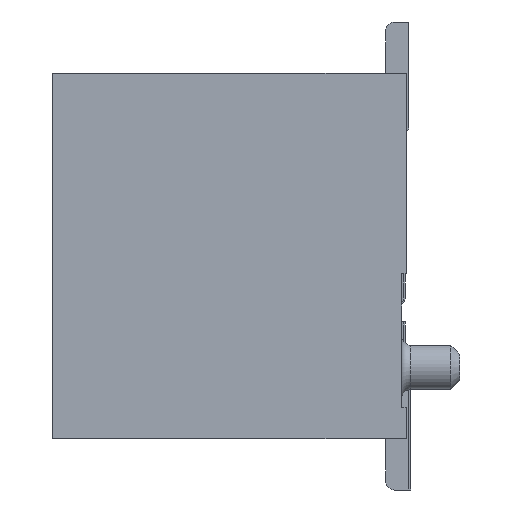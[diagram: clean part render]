
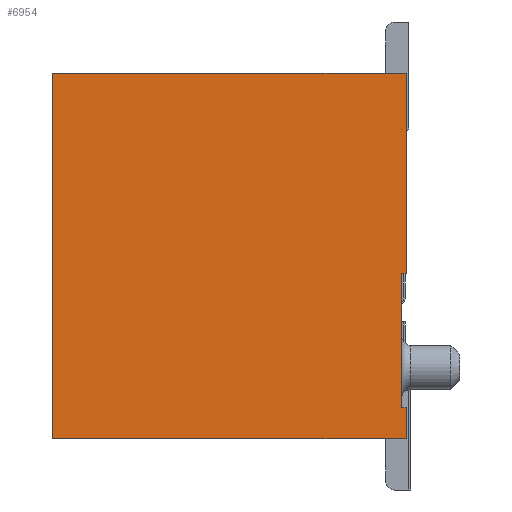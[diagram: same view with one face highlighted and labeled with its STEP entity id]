
A CAD part, left-side view. The second image highlights one B-rep face of the part: STEP entity #6954.
In plain terms, the highlighted planar face has unit normal (-1, 0, 0).
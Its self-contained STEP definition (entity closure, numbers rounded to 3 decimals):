
#5367=CARTESIAN_POINT('',(8.,4.57,-4.1));
#5368=VERTEX_POINT('',#5367);
#5375=CARTESIAN_POINT('',(8.,4.57,0.));
#5376=VERTEX_POINT('',#5375);
#5377=CARTESIAN_POINT('',(8.,4.57,-4.1));
#5378=DIRECTION('',(0.,0.,1.));
#5379=VECTOR('',#5378,4.1);
#5380=LINE('',#5377,#5379);
#5381=EDGE_CURVE('',#5368,#5376,#5380,.T.);
#6875=CARTESIAN_POINT('',(8.,0.6,-3.75));
#6876=VERTEX_POINT('',#6875);
#6877=CARTESIAN_POINT('',(8.,0.6,-4.1));
#6878=VERTEX_POINT('',#6877);
#6879=CARTESIAN_POINT('',(8.,0.6,-3.75));
#6880=DIRECTION('',(0.,0.,-1.));
#6881=VECTOR('',#6880,0.35);
#6882=LINE('',#6879,#6881);
#6883=EDGE_CURVE('',#6876,#6878,#6882,.T.);
#6901=CARTESIAN_POINT('',(8.,0.6,-4.1));
#6902=DIRECTION('',(0.,0.,1.));
#6903=DIRECTION('',(-1.,0.,0.));
#6904=AXIS2_PLACEMENT_3D('',#6901,#6903,#6902);
#6905=PLANE('',#6904);
#6906=CARTESIAN_POINT('',(8.,0.65,-2.25));
#6907=VERTEX_POINT('',#6906);
#6908=CARTESIAN_POINT('',(8.,0.6,-2.25));
#6909=VERTEX_POINT('',#6908);
#6910=CARTESIAN_POINT('',(8.,0.65,-2.25));
#6911=DIRECTION('',(0.,-1.,0.));
#6912=VECTOR('',#6911,0.05);
#6913=LINE('',#6910,#6912);
#6914=EDGE_CURVE('',#6907,#6909,#6913,.T.);
#6915=ORIENTED_EDGE('',*,*,#6914,.T.);
#6916=CARTESIAN_POINT('',(8.,0.6,0.));
#6917=VERTEX_POINT('',#6916);
#6918=CARTESIAN_POINT('',(8.,0.6,-2.25));
#6919=DIRECTION('',(0.,0.,1.));
#6920=VECTOR('',#6919,2.25);
#6921=LINE('',#6918,#6920);
#6922=EDGE_CURVE('',#6909,#6917,#6921,.T.);
#6923=ORIENTED_EDGE('',*,*,#6922,.T.);
#6924=CARTESIAN_POINT('',(8.,4.57,0.));
#6925=DIRECTION('',(0.,-1.,0.));
#6926=VECTOR('',#6925,3.97);
#6927=LINE('',#6924,#6926);
#6928=EDGE_CURVE('',#5376,#6917,#6927,.T.);
#6929=ORIENTED_EDGE('',*,*,#6928,.F.);
#6930=ORIENTED_EDGE('',*,*,#5381,.F.);
#6931=CARTESIAN_POINT('',(8.,0.6,-4.1));
#6932=DIRECTION('',(0.,1.,0.));
#6933=VECTOR('',#6932,3.97);
#6934=LINE('',#6931,#6933);
#6935=EDGE_CURVE('',#6878,#5368,#6934,.T.);
#6936=ORIENTED_EDGE('',*,*,#6935,.F.);
#6937=ORIENTED_EDGE('',*,*,#6883,.F.);
#6938=CARTESIAN_POINT('',(8.,0.65,-3.75));
#6939=VERTEX_POINT('',#6938);
#6940=CARTESIAN_POINT('',(8.,0.6,-3.75));
#6941=DIRECTION('',(0.,1.,0.));
#6942=VECTOR('',#6941,0.05);
#6943=LINE('',#6940,#6942);
#6944=EDGE_CURVE('',#6876,#6939,#6943,.T.);
#6945=ORIENTED_EDGE('',*,*,#6944,.T.);
#6946=CARTESIAN_POINT('',(8.,0.65,-2.25));
#6947=DIRECTION('',(0.,0.,-1.));
#6948=VECTOR('',#6947,1.5);
#6949=LINE('',#6946,#6948);
#6950=EDGE_CURVE('',#6907,#6939,#6949,.T.);
#6951=ORIENTED_EDGE('',*,*,#6950,.F.);
#6952=EDGE_LOOP('',(#6915,#6923,#6929,#6930,#6936,#6937,#6945,#6951));
#6953=FACE_OUTER_BOUND('',#6952,.T.);
#6954=ADVANCED_FACE('',(#6953),#6905,.T.);
